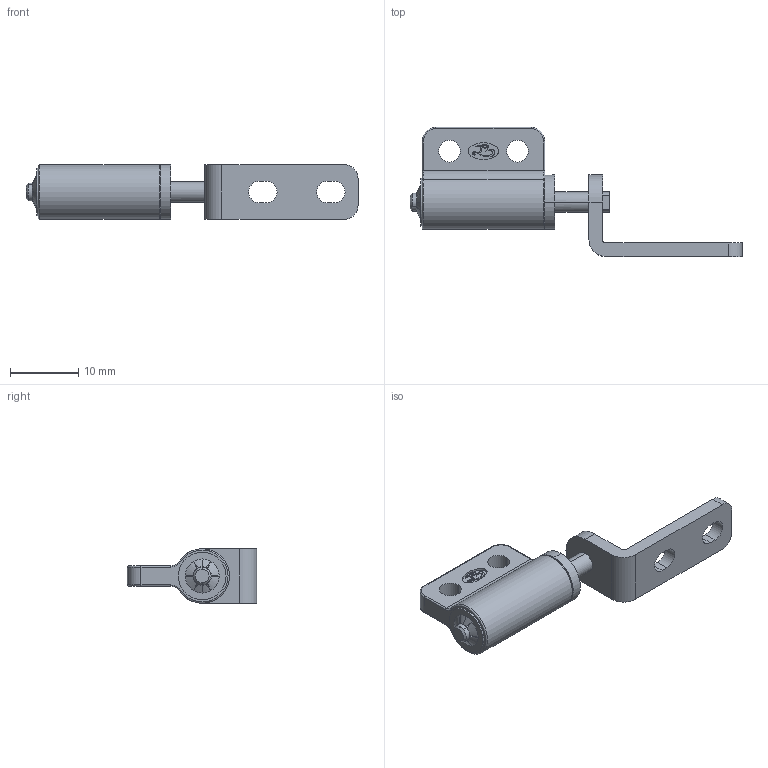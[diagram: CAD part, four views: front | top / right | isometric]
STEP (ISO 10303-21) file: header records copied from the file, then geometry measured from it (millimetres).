
FILE_DESCRIPTION( (''), '2;1');
FILE_NAME ('PC005.10220.TH_174_4A_22177.stp','2022-09-01T11:05:54',(''),(''),'spGate 18.9.1 (****-****-****-****)','','');
FILE_SCHEMA (('AUTOMOTIVE_DESIGN'));
Length unit declared in the file: millimetre
Bounding box: 48.8 x 19 x 8 mm (x, y, z)
Volume: 1777.7 mm3; surface area: 2036.3 mm2
Topology: 1 solids, 1 shells, 171 faces, 479 edges, 307 vertices
Faces by surface type: cylinder 88, plane 51, bspline 32
Entity records: 9632 total; most frequent: CARTESIAN_POINT 1465, ORIENTED_EDGE 958, DIRECTION 952, COLOUR_RGB 651, PRESENTATION_STYLE_ASSIGNMENT 651, STYLED_ITEM 651, EDGE_CURVE 479, DRAUGHTING_PRE_DEFINED_CURVE_FONT 479
